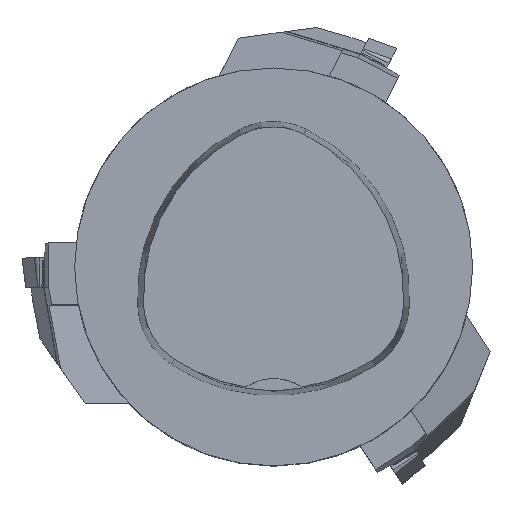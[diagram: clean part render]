
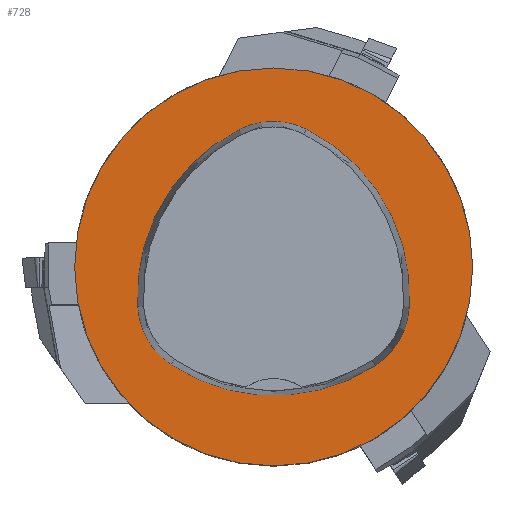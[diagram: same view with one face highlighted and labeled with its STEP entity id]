
A CAD part, top view. The second image highlights one B-rep face of the part: STEP entity #728.
In plain terms, the highlighted planar face has unit normal (0, 0, 1).
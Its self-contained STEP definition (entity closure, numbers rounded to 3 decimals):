
#191=PLANE('',#2246);
#728=ADVANCED_FACE('',(#853,#854),#191,.T.);
#853=FACE_BOUND('',#927,.T.);
#854=FACE_BOUND('',#928,.T.);
#927=EDGE_LOOP('',(#1232,#1233,#1234,#1235,#1236,#1237));
#928=EDGE_LOOP('',(#1238));
#1232=ORIENTED_EDGE('',*,*,#1839,.T.);
#1233=ORIENTED_EDGE('',*,*,#1819,.T.);
#1234=ORIENTED_EDGE('',*,*,#1823,.T.);
#1235=ORIENTED_EDGE('',*,*,#1826,.T.);
#1236=ORIENTED_EDGE('',*,*,#1829,.T.);
#1237=ORIENTED_EDGE('',*,*,#1837,.T.);
#1238=ORIENTED_EDGE('',*,*,#1810,.F.);
#1603=VERTEX_POINT('',#3199);
#1612=VERTEX_POINT('',#3218);
#1613=VERTEX_POINT('',#3219);
#1616=VERTEX_POINT('',#3227);
#1618=VERTEX_POINT('',#3233);
#1620=VERTEX_POINT('',#3239);
#1627=VERTEX_POINT('',#3260);
#1810=EDGE_CURVE('',#1603,#1603,#1993,.T.);
#1819=EDGE_CURVE('',#1612,#1613,#1994,.T.);
#1823=EDGE_CURVE('',#1613,#1616,#1996,.T.);
#1826=EDGE_CURVE('',#1616,#1618,#1998,.T.);
#1829=EDGE_CURVE('',#1618,#1620,#2000,.T.);
#1837=EDGE_CURVE('',#1620,#1627,#2004,.T.);
#1839=EDGE_CURVE('',#1627,#1612,#2006,.T.);
#1993=CIRCLE('',#2218,16.);
#1994=CIRCLE('',#2224,15.);
#1996=CIRCLE('',#2227,6.);
#1998=CIRCLE('',#2230,15.);
#2000=CIRCLE('',#2233,6.);
#2004=CIRCLE('',#2238,15.);
#2006=CIRCLE('',#2241,6.);
#2218=AXIS2_PLACEMENT_3D('',#3198,#2545,#2546);
#2224=AXIS2_PLACEMENT_3D('',#3217,#2561,#2562);
#2227=AXIS2_PLACEMENT_3D('',#3226,#2569,#2570);
#2230=AXIS2_PLACEMENT_3D('',#3232,#2576,#2577);
#2233=AXIS2_PLACEMENT_3D('',#3238,#2583,#2584);
#2238=AXIS2_PLACEMENT_3D('',#3261,#2595,#2596);
#2241=AXIS2_PLACEMENT_3D('',#3264,#2601,#2602);
#2246=AXIS2_PLACEMENT_3D('',#3269,#2611,#2612);
#2545=DIRECTION('',(0.,0.,-1.));
#2546=DIRECTION('',(-1.,0.,0.));
#2561=DIRECTION('',(0.,0.,-1.));
#2562=DIRECTION('',(-1.,0.,0.));
#2569=DIRECTION('',(0.,0.,-1.));
#2570=DIRECTION('',(-1.,0.,0.));
#2576=DIRECTION('',(0.,0.,-1.));
#2577=DIRECTION('',(-1.,0.,0.));
#2583=DIRECTION('',(0.,0.,-1.));
#2584=DIRECTION('',(-1.,0.,0.));
#2595=DIRECTION('',(0.,0.,-1.));
#2596=DIRECTION('',(-1.,0.,0.));
#2601=DIRECTION('',(0.,0.,-1.));
#2602=DIRECTION('',(-1.,0.,0.));
#2611=DIRECTION('',(0.,0.,1.));
#2612=DIRECTION('',(1.,0.,0.));
#3198=CARTESIAN_POINT('',(0.,0.,0.));
#3199=CARTESIAN_POINT('',(-16.,0.,0.));
#3217=CARTESIAN_POINT('',(4.048,-2.316,0.));
#3218=CARTESIAN_POINT('',(-10.926,-3.206,0.));
#3219=CARTESIAN_POINT('',(-2.774,11.043,0.));
#3226=CARTESIAN_POINT('',(-0.045,5.7,0.));
#3227=CARTESIAN_POINT('',(2.638,11.066,0.));
#3232=CARTESIAN_POINT('',(-4.07,-2.35,0.));
#3233=CARTESIAN_POINT('',(10.903,-3.249,0.));
#3238=CARTESIAN_POINT('',(4.914,-2.889,0.));
#3239=CARTESIAN_POINT('',(8.177,-7.924,0.));
#3260=CARTESIAN_POINT('',(-8.24,-7.859,0.));
#3261=CARTESIAN_POINT('',(0.019,4.663,0.));
#3264=CARTESIAN_POINT('',(-4.936,-2.85,0.));
#3269=CARTESIAN_POINT('',(0.,0.,0.));
